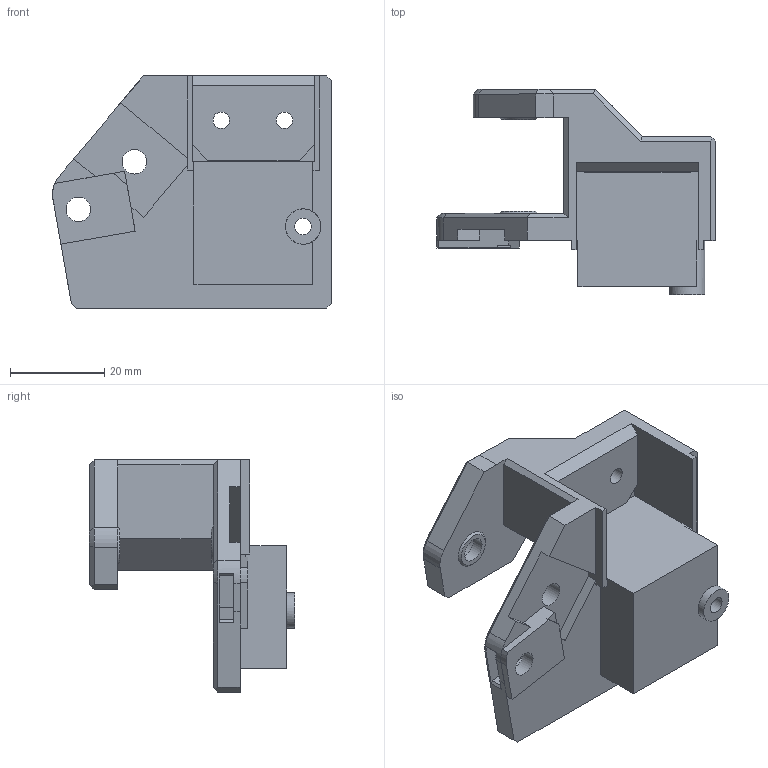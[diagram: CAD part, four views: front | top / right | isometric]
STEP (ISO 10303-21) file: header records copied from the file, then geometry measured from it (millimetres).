
FILE_DESCRIPTION(/* description */ (''),/* implementation_level */ '2;1');
FILE_NAME(/* name */ 'Component2.step',/* time_stamp */ '2022-10-31T20:40:22-05:00',/* author */ (''),/* organization */ (''),/* preprocessor_version */ 'ST-DEVELOPER v19',/* originating_system */ 'Autodesk Translation Framework v11.7.0.108',/* authorisation */ '');
FILE_SCHEMA (('AUTOMOTIVE_DESIGN { 1 0 10303 214 3 1 1 }'));
Length unit declared in the file: millimetre
Products named in the file (1): FusionComponent
Bounding box: 59.14 x 43.52 x 49.25 mm (x, y, z)
Volume: 29670.6 mm3; surface area: 12679.2 mm2
Topology: 1 solids, 1 shells, 123 faces, 334 edges, 218 vertices
Faces by surface type: plane 102, cylinder 15, cone 5, bspline 1
Full cylindrical faces by diameter (mm): 3.5 x3, 5.2 x4, 7.5 x4, 8.75 x1
Entity records: 3984 total; most frequent: CARTESIAN_POINT 781, ORIENTED_EDGE 670, DIRECTION 618, EDGE_CURVE 335, LINE 288, VECTOR 288, VERTEX_POINT 218, AXIS2_PLACEMENT_3D 165
